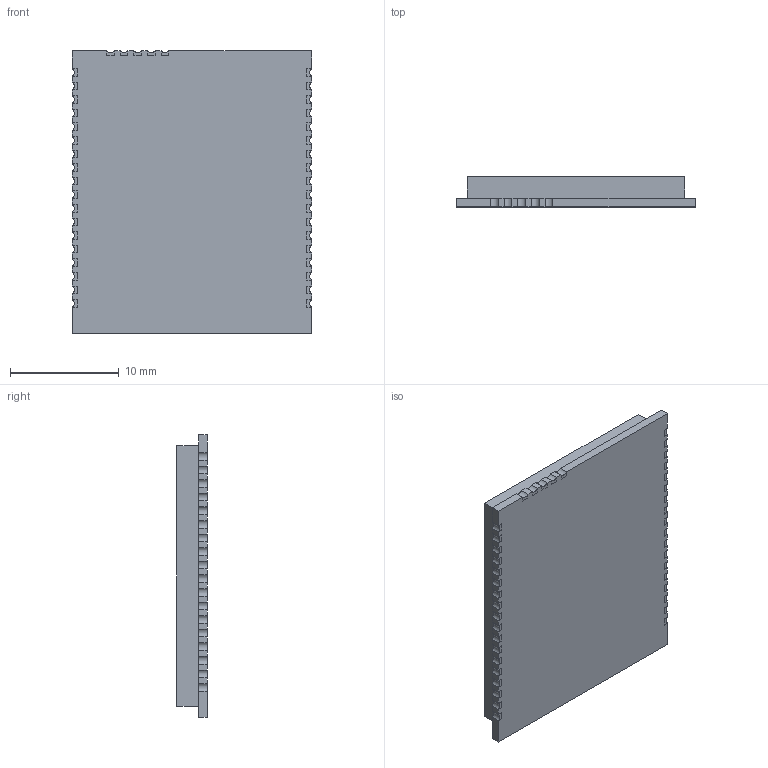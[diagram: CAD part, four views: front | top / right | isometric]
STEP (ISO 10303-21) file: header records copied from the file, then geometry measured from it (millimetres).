
FILE_DESCRIPTION(/* description */ (''),/* implementation_level */ '2;1');
FILE_NAME(/* name */ 'BA_EAGLE_M6E-Nano_1 v2.step',/* time_stamp */ '2021-02-15T12:13:05+01:00',/* author */ (''),/* organization */ (''),/* preprocessor_version */ 'ST-DEVELOPER v18.1',/* originating_system */ 'Autodesk Translation Framework v9.7.1.1290',/* authorisation */ '');
FILE_SCHEMA (('AUTOMOTIVE_DESIGN { 1 0 10303 214 3 1 1 }'));
Length unit declared in the file: millimetre
Products named in the file (1): BA_EAGLE_M6E-Nano_1
Bounding box: 22 x 2.8 x 26 mm (x, y, z)
Volume: 1414.9 mm3; surface area: 2458.4 mm2
Topology: 43 solids, 43 shells, 422 faces, 1008 edges, 672 vertices
Faces by surface type: plane 381, cylinder 41
Entity records: 12062 total; most frequent: CARTESIAN_POINT 2103, ORIENTED_EDGE 2016, DIRECTION 1936, EDGE_CURVE 1008, LINE 926, VECTOR 926, VERTEX_POINT 672, AXIS2_PLACEMENT_3D 505
